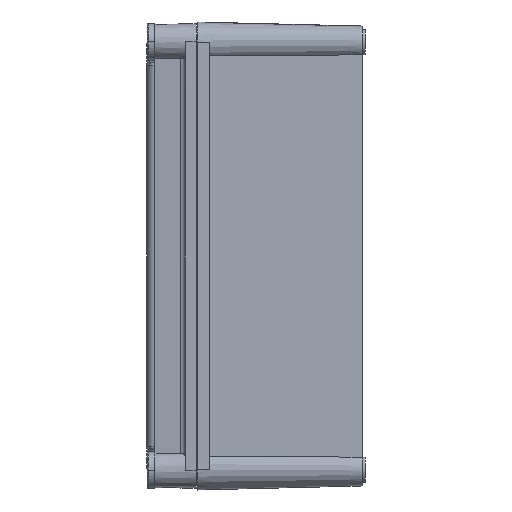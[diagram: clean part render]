
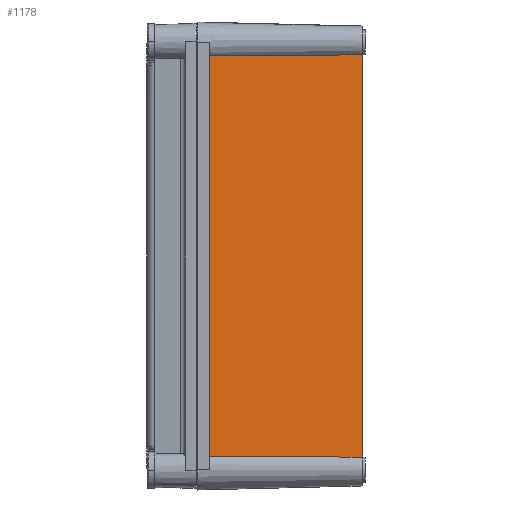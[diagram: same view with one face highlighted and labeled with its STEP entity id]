
A CAD part, left-side view. The second image highlights one B-rep face of the part: STEP entity #1178.
In plain terms, the highlighted planar face has unit normal (-1, -0.028, 0).
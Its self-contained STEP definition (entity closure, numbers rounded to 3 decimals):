
#611 = CARTESIAN_POINT ( 'NONE',  ( -133., 0., -128. ) ) ;
#993 = EDGE_CURVE ( 'NONE', #4643, #24473, #23888, .T. ) ;
#1178 = ADVANCED_FACE ( 'NONE', ( #5892 ), #2771, .T. ) ;
#2601 = VERTEX_POINT ( 'NONE', #7224 ) ;
#2771 = PLANE ( 'NONE',  #24172 ) ;
#3312 = CARTESIAN_POINT ( 'NONE',  ( -133.808, 28.922, 119.241 ) ) ;
#4643 = VERTEX_POINT ( 'NONE', #27495 ) ;
#5892 = FACE_OUTER_BOUND ( 'NONE', #11670, .T. ) ;
#5897 = CARTESIAN_POINT ( 'NONE',  ( -133., 0., -119.5 ) ) ;
#7031 = EDGE_CURVE ( 'NONE', #23674, #24473, #19366, .T. ) ;
#7224 = CARTESIAN_POINT ( 'NONE',  ( -135.536, 90.8, -118.818 ) ) ;
#7272 = CARTESIAN_POINT ( 'NONE',  ( -134.655, 59.25, 119.013 ) ) ;
#7309 = CARTESIAN_POINT ( 'NONE',  ( -134.655, 59.25, -119.013 ) ) ;
#8134 = CARTESIAN_POINT ( 'NONE',  ( -133., 0., -128. ) ) ;
#8621 = ORIENTED_EDGE ( 'NONE', *, *, #23532, .F. ) ;
#8980 = VECTOR ( 'NONE', #19462, 1000. ) ;
#9376 = ORIENTED_EDGE ( 'NONE', *, *, #7031, .F. ) ;
#9431 = CARTESIAN_POINT ( 'NONE',  ( -135.536, 90.8, -118.818 ) ) ;
#9977 = CARTESIAN_POINT ( 'NONE',  ( -133., 0., 119.5 ) ) ;
#11670 = EDGE_LOOP ( 'NONE', ( #18602, #8621, #26831, #9376 ) ) ;
#11934 = CARTESIAN_POINT ( 'NONE',  ( -135.536, 90.8, 118.818 ) ) ;
#12109 = CARTESIAN_POINT ( 'NONE',  ( -133., 0., 119.5 ) ) ;
#12484 = EDGE_CURVE ( 'NONE', #2601, #23674, #27513, .T. ) ;
#13902 = DIRECTION ( 'NONE',  ( -1., -0.028, 0. ) ) ;
#14463 = VECTOR ( 'NONE', #26613, 1000. ) ;
#16081 = DIRECTION ( 'NONE',  ( 0.028, -1., 0. ) ) ;
#18602 = ORIENTED_EDGE ( 'NONE', *, *, #12484, .F. ) ;
#18659 =( BOUNDED_CURVE ( )  B_SPLINE_CURVE ( 3, ( #5897, #24364, #7309, #9431 ),
 .UNSPECIFIED., .F., .F. ) 
 B_SPLINE_CURVE_WITH_KNOTS ( ( 4, 4 ),
 ( 4.128, 4.284 ),
 .UNSPECIFIED. ) 
 CURVE ( )  GEOMETRIC_REPRESENTATION_ITEM ( )  RATIONAL_B_SPLINE_CURVE ( ( 1., 0.998, 0.998, 1. ) ) 
 REPRESENTATION_ITEM ( '' )  );
#19366 =( BOUNDED_CURVE ( )  B_SPLINE_CURVE ( 3, ( #11934, #7272, #3312, #12109 ),
 .UNSPECIFIED., .F., .F. ) 
 B_SPLINE_CURVE_WITH_KNOTS ( ( 4, 4 ),
 ( 1.999, 2.155 ),
 .UNSPECIFIED. ) 
 CURVE ( )  GEOMETRIC_REPRESENTATION_ITEM ( )  RATIONAL_B_SPLINE_CURVE ( ( 1., 0.998, 0.998, 1. ) ) 
 REPRESENTATION_ITEM ( '' )  );
#19462 = DIRECTION ( 'NONE',  ( 0., 0., 1. ) ) ;
#21558 = CARTESIAN_POINT ( 'NONE',  ( -135.536, 90.8, 118.818 ) ) ;
#23532 = EDGE_CURVE ( 'NONE', #4643, #2601, #18659, .T. ) ;
#23674 = VERTEX_POINT ( 'NONE', #21558 ) ;
#23888 = LINE ( 'NONE', #8134, #14463 ) ;
#24127 = CARTESIAN_POINT ( 'NONE',  ( -135.536, 90.8, -128. ) ) ;
#24172 = AXIS2_PLACEMENT_3D ( 'NONE', #611, #13902, #16081 ) ;
#24364 = CARTESIAN_POINT ( 'NONE',  ( -133.808, 28.922, -119.241 ) ) ;
#24473 = VERTEX_POINT ( 'NONE', #9977 ) ;
#26613 = DIRECTION ( 'NONE',  ( 0., 0., 1. ) ) ;
#26831 = ORIENTED_EDGE ( 'NONE', *, *, #993, .T. ) ;
#27495 = CARTESIAN_POINT ( 'NONE',  ( -133., 0., -119.5 ) ) ;
#27513 = LINE ( 'NONE', #24127, #8980 ) ;
